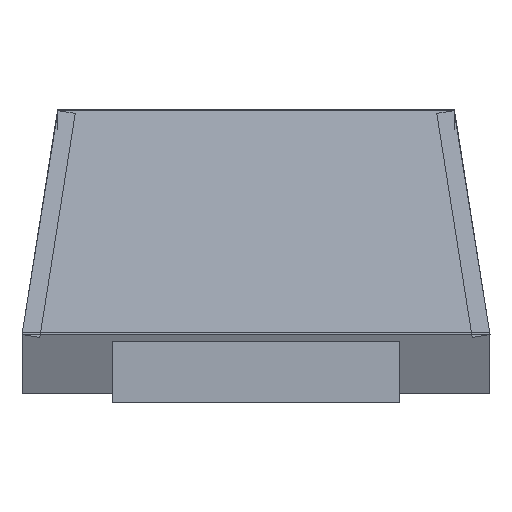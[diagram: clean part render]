
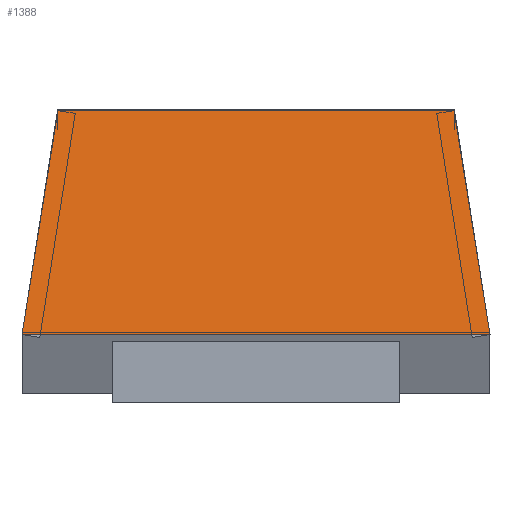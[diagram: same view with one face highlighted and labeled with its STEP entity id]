
A CAD part, left-side view. The second image highlights one B-rep face of the part: STEP entity #1388.
In plain terms, the highlighted face is planar.
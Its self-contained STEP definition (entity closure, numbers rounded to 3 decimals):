
#25 = LINE ( 'NONE', #418, #2270 ) ;
#27 = VECTOR ( 'NONE', #766, 1000. ) ;
#143 = LINE ( 'NONE', #1837, #27 ) ;
#148 = VECTOR ( 'NONE', #1629, 1000. ) ;
#192 = DIRECTION ( 'NONE',  ( 1., 0., 0. ) ) ;
#196 = EDGE_CURVE ( 'NONE', #978, #1627, #25, .T. ) ;
#200 = VERTEX_POINT ( 'NONE', #1696 ) ;
#268 = CARTESIAN_POINT ( 'NONE',  ( 0.315, 0.65, 0. ) ) ;
#339 = CARTESIAN_POINT ( 'NONE',  ( -0.315, -0.55, 0. ) ) ;
#346 = CARTESIAN_POINT ( 'NONE',  ( -0.315, 0.55, 0. ) ) ;
#388 = ORIENTED_EDGE ( 'NONE', *, *, #473, .F. ) ;
#418 = CARTESIAN_POINT ( 'NONE',  ( -0.315, 0.55, 0. ) ) ;
#470 = EDGE_CURVE ( 'NONE', #1627, #200, #143, .T. ) ;
#473 = EDGE_CURVE ( 'NONE', #200, #793, #1494, .T. ) ;
#766 = DIRECTION ( 'NONE',  ( 0.988, -0.157, 0. ) ) ;
#793 = VERTEX_POINT ( 'NONE', #927 ) ;
#885 = ORIENTED_EDGE ( 'NONE', *, *, #1464, .F. ) ;
#927 = CARTESIAN_POINT ( 'NONE',  ( 0.315, 0.65, 0. ) ) ;
#978 = VERTEX_POINT ( 'NONE', #346 ) ;
#1129 = CARTESIAN_POINT ( 'NONE',  ( -0.315, 0.55, 0. ) ) ;
#1175 = LINE ( 'NONE', #268, #2350 ) ;
#1265 = CARTESIAN_POINT ( 'NONE',  ( 0.315, 0.55, 0. ) ) ;
#1318 = DIRECTION ( 'NONE',  ( 0., 0., 1. ) ) ;
#1347 = EDGE_LOOP ( 'NONE', ( #388, #2254, #1675, #885 ) ) ;
#1388 = ADVANCED_FACE ( 'NONE', ( #2206 ), #1470, .F. ) ;
#1464 = EDGE_CURVE ( 'NONE', #793, #978, #1175, .T. ) ;
#1470 = PLANE ( 'NONE',  #1582 ) ;
#1494 = LINE ( 'NONE', #1265, #148 ) ;
#1582 = AXIS2_PLACEMENT_3D ( 'NONE', #1129, #1318, #192 ) ;
#1627 = VERTEX_POINT ( 'NONE', #339 ) ;
#1629 = DIRECTION ( 'NONE',  ( 0., 1., 0. ) ) ;
#1675 = ORIENTED_EDGE ( 'NONE', *, *, #196, .F. ) ;
#1696 = CARTESIAN_POINT ( 'NONE',  ( 0.315, -0.65, 0. ) ) ;
#1837 = CARTESIAN_POINT ( 'NONE',  ( -0.315, -0.55, 0. ) ) ;
#1872 = DIRECTION ( 'NONE',  ( -0.988, -0.157, 0. ) ) ;
#2206 = FACE_OUTER_BOUND ( 'NONE', #1347, .T. ) ;
#2237 = DIRECTION ( 'NONE',  ( 0., -1., 0. ) ) ;
#2254 = ORIENTED_EDGE ( 'NONE', *, *, #470, .F. ) ;
#2270 = VECTOR ( 'NONE', #2237, 1000. ) ;
#2350 = VECTOR ( 'NONE', #1872, 1000. ) ;
